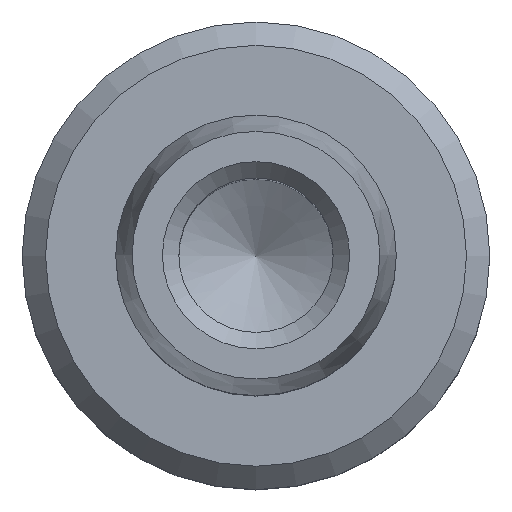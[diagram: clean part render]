
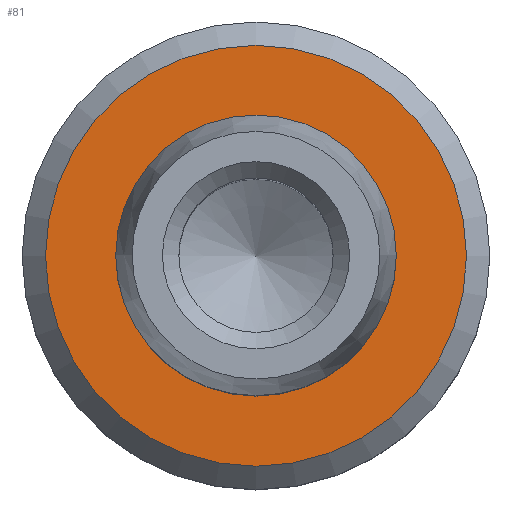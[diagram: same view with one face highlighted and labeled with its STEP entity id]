
A CAD part, top view. The second image highlights one B-rep face of the part: STEP entity #81.
In plain terms, the highlighted planar face has unit normal (0, 0, 1).
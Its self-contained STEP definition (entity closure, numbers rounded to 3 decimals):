
#55=FACE_BOUND('',#101,.T.);
#56=FACE_BOUND('',#102,.T.);
#81=ADVANCED_FACE('',(#55,#56),#94,.T.);
#94=PLANE('',#198);
#101=EDGE_LOOP('',(#127));
#102=EDGE_LOOP('',(#128));
#127=ORIENTED_EDGE('',*,*,#167,.T.);
#128=ORIENTED_EDGE('',*,*,#168,.F.);
#153=VERTEX_POINT('',#284);
#154=VERTEX_POINT('',#286);
#167=EDGE_CURVE('',#153,#153,#180,.T.);
#168=EDGE_CURVE('',#154,#154,#181,.T.);
#180=CIRCLE('',#196,4.5);
#181=CIRCLE('',#197,3.);
#196=AXIS2_PLACEMENT_3D('',#283,#230,#231);
#197=AXIS2_PLACEMENT_3D('',#285,#232,#233);
#198=AXIS2_PLACEMENT_3D('',#287,#234,#235);
#230=DIRECTION('',(0.,0.,1.));
#231=DIRECTION('',(1.,0.,0.));
#232=DIRECTION('',(0.,0.,1.));
#233=DIRECTION('',(1.,0.,0.));
#234=DIRECTION('',(0.,0.,1.));
#235=DIRECTION('',(1.,0.,0.));
#283=CARTESIAN_POINT('',(0.,0.,12.8));
#284=CARTESIAN_POINT('',(4.5,0.,12.8));
#285=CARTESIAN_POINT('',(0.,0.,12.8));
#286=CARTESIAN_POINT('',(3.,0.,12.8));
#287=CARTESIAN_POINT('',(0.,0.,12.8));
